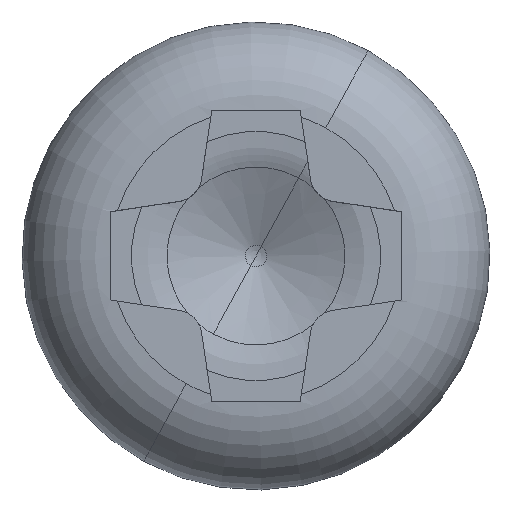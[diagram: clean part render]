
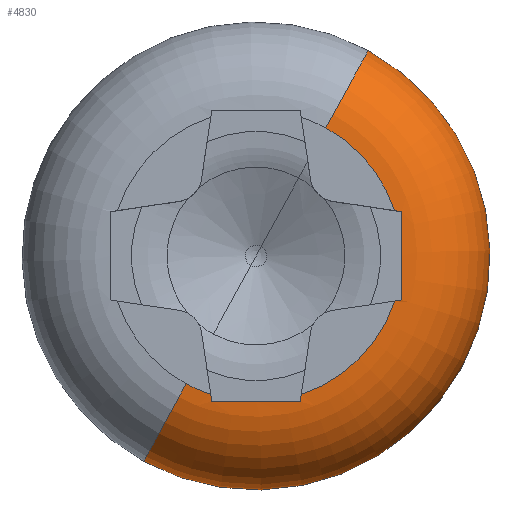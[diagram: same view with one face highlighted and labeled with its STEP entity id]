
A CAD part, top view. The second image highlights one B-rep face of the part: STEP entity #4830.
In plain terms, the highlighted toroidal (fillet/blend) face has major radius 1.65 mm and minor radius 1 mm.
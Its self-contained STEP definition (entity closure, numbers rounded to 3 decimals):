
#4587=CARTESIAN_POINT('Vertex',(1.27,2.326,0.8)) ;
#4590=CARTESIAN_POINT('Axis2P3D Location',(0.,0.,0.8)) ;
#4594=CARTESIAN_POINT('Vertex',(-1.27,-2.326,0.8)) ;
#4668=CARTESIAN_POINT('Axis2P3D Location',(0.,0.,0.8)) ;
#4674=CARTESIAN_POINT('Control Point',(1.65,0.002,1.8)) ;
#4675=CARTESIAN_POINT('Control Point',(1.65,0.001,1.8)) ;
#4676=CARTESIAN_POINT('Control Point',(1.65,0.001,1.8)) ;
#4677=CARTESIAN_POINT('Control Point',(1.65,0.001,1.8)) ;
#4678=CARTESIAN_POINT('Control Point',(1.65,0.,1.8)) ;
#4679=CARTESIAN_POINT('Control Point',(1.65,0.,1.8)) ;
#4680=CARTESIAN_POINT('Vertex',(1.65,0.,1.8)) ;
#4682=CARTESIAN_POINT('Vertex',(1.65,0.002,1.8)) ;
#4686=CARTESIAN_POINT('Control Point',(1.65,0.,1.8)) ;
#4687=CARTESIAN_POINT('Control Point',(1.65,0.,1.8)) ;
#4688=CARTESIAN_POINT('Control Point',(1.65,-0.001,1.8)) ;
#4689=CARTESIAN_POINT('Control Point',(1.65,-0.001,1.8)) ;
#4690=CARTESIAN_POINT('Control Point',(1.65,-0.001,1.8)) ;
#4691=CARTESIAN_POINT('Control Point',(1.65,-0.002,1.8)) ;
#4692=CARTESIAN_POINT('Vertex',(1.65,-0.002,1.8)) ;
#4696=CARTESIAN_POINT('Control Point',(1.65,-0.002,1.8)) ;
#4697=CARTESIAN_POINT('Control Point',(1.65,-0.167,1.8)) ;
#4698=CARTESIAN_POINT('Control Point',(1.65,-0.332,1.801)) ;
#4699=CARTESIAN_POINT('Control Point',(1.65,-0.5,1.797)) ;
#4700=CARTESIAN_POINT('Vertex',(1.65,-0.5,1.797)) ;
#4704=CARTESIAN_POINT('Control Point',(1.568,-0.512,1.8)) ;
#4705=CARTESIAN_POINT('Control Point',(1.596,-0.508,1.8)) ;
#4706=CARTESIAN_POINT('Control Point',(1.623,-0.504,1.799)) ;
#4707=CARTESIAN_POINT('Control Point',(1.65,-0.5,1.797)) ;
#4708=CARTESIAN_POINT('Vertex',(1.568,-0.512,1.8)) ;
#4711=CARTESIAN_POINT('Axis2P3D Location',(0.,0.,1.8)) ;
#4715=CARTESIAN_POINT('Vertex',(0.512,-1.568,1.8)) ;
#4719=CARTESIAN_POINT('Control Point',(0.512,-1.568,1.8)) ;
#4720=CARTESIAN_POINT('Control Point',(0.508,-1.596,1.8)) ;
#4721=CARTESIAN_POINT('Control Point',(0.504,-1.623,1.799)) ;
#4722=CARTESIAN_POINT('Control Point',(0.5,-1.65,1.797)) ;
#4723=CARTESIAN_POINT('Vertex',(0.5,-1.65,1.797)) ;
#4727=CARTESIAN_POINT('Control Point',(0.002,-1.65,1.8)) ;
#4728=CARTESIAN_POINT('Control Point',(0.167,-1.65,1.8)) ;
#4729=CARTESIAN_POINT('Control Point',(0.332,-1.65,1.801)) ;
#4730=CARTESIAN_POINT('Control Point',(0.5,-1.65,1.797)) ;
#4731=CARTESIAN_POINT('Vertex',(0.002,-1.65,1.8)) ;
#4735=CARTESIAN_POINT('Control Point',(0.,-1.65,1.8)) ;
#4736=CARTESIAN_POINT('Control Point',(0.,-1.65,1.8)) ;
#4737=CARTESIAN_POINT('Control Point',(0.001,-1.65,1.8)) ;
#4738=CARTESIAN_POINT('Control Point',(0.001,-1.65,1.8)) ;
#4739=CARTESIAN_POINT('Control Point',(0.001,-1.65,1.8)) ;
#4740=CARTESIAN_POINT('Control Point',(0.002,-1.65,1.8)) ;
#4741=CARTESIAN_POINT('Vertex',(0.,-1.65,1.8)) ;
#4745=CARTESIAN_POINT('Control Point',(-0.002,-1.65,1.8)) ;
#4746=CARTESIAN_POINT('Control Point',(-0.001,-1.65,1.8)) ;
#4747=CARTESIAN_POINT('Control Point',(-0.001,-1.65,1.8)) ;
#4748=CARTESIAN_POINT('Control Point',(-0.001,-1.65,1.8)) ;
#4749=CARTESIAN_POINT('Control Point',(0.,-1.65,1.8)) ;
#4750=CARTESIAN_POINT('Control Point',(0.,-1.65,1.8)) ;
#4751=CARTESIAN_POINT('Vertex',(-0.002,-1.65,1.8)) ;
#4755=CARTESIAN_POINT('Control Point',(-0.002,-1.65,1.8)) ;
#4756=CARTESIAN_POINT('Control Point',(-0.167,-1.65,1.8)) ;
#4757=CARTESIAN_POINT('Control Point',(-0.332,-1.65,1.801)) ;
#4758=CARTESIAN_POINT('Control Point',(-0.5,-1.65,1.797)) ;
#4759=CARTESIAN_POINT('Vertex',(-0.5,-1.65,1.797)) ;
#4763=CARTESIAN_POINT('Control Point',(-0.512,-1.568,1.8)) ;
#4764=CARTESIAN_POINT('Control Point',(-0.508,-1.596,1.8)) ;
#4765=CARTESIAN_POINT('Control Point',(-0.504,-1.623,1.799)) ;
#4766=CARTESIAN_POINT('Control Point',(-0.5,-1.65,1.797)) ;
#4767=CARTESIAN_POINT('Vertex',(-0.512,-1.568,1.8)) ;
#4770=CARTESIAN_POINT('Axis2P3D Location',(0.,0.,1.8)) ;
#4774=CARTESIAN_POINT('Vertex',(-0.791,-1.448,1.8)) ;
#4777=CARTESIAN_POINT('Axis2P3D Location',(-0.791,-1.448,0.8)) ;
#4782=CARTESIAN_POINT('Axis2P3D Location',(0.791,1.448,0.8)) ;
#4786=CARTESIAN_POINT('Vertex',(0.791,1.448,1.8)) ;
#4789=CARTESIAN_POINT('Axis2P3D Location',(0.,0.,1.8)) ;
#4793=CARTESIAN_POINT('Vertex',(1.568,0.512,1.8)) ;
#4797=CARTESIAN_POINT('Control Point',(1.568,0.512,1.8)) ;
#4798=CARTESIAN_POINT('Control Point',(1.596,0.508,1.8)) ;
#4799=CARTESIAN_POINT('Control Point',(1.623,0.504,1.799)) ;
#4800=CARTESIAN_POINT('Control Point',(1.65,0.5,1.797)) ;
#4801=CARTESIAN_POINT('Vertex',(1.65,0.5,1.797)) ;
#4805=CARTESIAN_POINT('Control Point',(1.65,0.002,1.8)) ;
#4806=CARTESIAN_POINT('Control Point',(1.65,0.167,1.8)) ;
#4807=CARTESIAN_POINT('Control Point',(1.65,0.332,1.801)) ;
#4808=CARTESIAN_POINT('Control Point',(1.65,0.5,1.797)) ;
#4591=DIRECTION('Axis2P3D Direction',(0.,0.,-1.)) ;
#4669=DIRECTION('Axis2P3D Direction',(0.,0.,-1.)) ;
#4670=DIRECTION('Axis2P3D XDirection',(0.479,0.878,0.)) ;
#4712=DIRECTION('Axis2P3D Direction',(0.,0.,-1.)) ;
#4771=DIRECTION('Axis2P3D Direction',(0.,0.,-1.)) ;
#4778=DIRECTION('Axis2P3D Direction',(0.878,-0.479,0.)) ;
#4783=DIRECTION('Axis2P3D Direction',(-0.878,0.479,0.)) ;
#4790=DIRECTION('Axis2P3D Direction',(0.,0.,-1.)) ;
#4592=AXIS2_PLACEMENT_3D('Circle Axis2P3D',#4590,#4591,$) ;
#4671=AXIS2_PLACEMENT_3D('Torus Axis2P3D',#4668,#4669,#4670) ;
#4713=AXIS2_PLACEMENT_3D('Circle Axis2P3D',#4711,#4712,$) ;
#4772=AXIS2_PLACEMENT_3D('Circle Axis2P3D',#4770,#4771,$) ;
#4779=AXIS2_PLACEMENT_3D('Circle Axis2P3D',#4777,#4778,$) ;
#4784=AXIS2_PLACEMENT_3D('Circle Axis2P3D',#4782,#4783,$) ;
#4791=AXIS2_PLACEMENT_3D('Circle Axis2P3D',#4789,#4790,$) ;
#4811=ORIENTED_EDGE('',*,*,#4684,.F.) ;
#4812=ORIENTED_EDGE('',*,*,#4694,.F.) ;
#4813=ORIENTED_EDGE('',*,*,#4702,.T.) ;
#4814=ORIENTED_EDGE('',*,*,#4710,.F.) ;
#4815=ORIENTED_EDGE('',*,*,#4717,.T.) ;
#4816=ORIENTED_EDGE('',*,*,#4725,.T.) ;
#4817=ORIENTED_EDGE('',*,*,#4733,.F.) ;
#4818=ORIENTED_EDGE('',*,*,#4743,.F.) ;
#4819=ORIENTED_EDGE('',*,*,#4753,.F.) ;
#4820=ORIENTED_EDGE('',*,*,#4761,.T.) ;
#4821=ORIENTED_EDGE('',*,*,#4769,.F.) ;
#4822=ORIENTED_EDGE('',*,*,#4776,.T.) ;
#4823=ORIENTED_EDGE('',*,*,#4781,.F.) ;
#4824=ORIENTED_EDGE('',*,*,#4596,.F.) ;
#4825=ORIENTED_EDGE('',*,*,#4788,.T.) ;
#4826=ORIENTED_EDGE('',*,*,#4795,.T.) ;
#4827=ORIENTED_EDGE('',*,*,#4803,.T.) ;
#4828=ORIENTED_EDGE('',*,*,#4809,.F.) ;
#4830=ADVANCED_FACE('PartBody',(#4829),#4672,.T.) ;
#4673=B_SPLINE_CURVE_WITH_KNOTS('',5,(#4674,#4675,#4676,#4677,#4678,#4679),.UNSPECIFIED.,.F.,.U.,(6,6),(-0.001,0.001),.UNSPECIFIED.) ;
#4685=B_SPLINE_CURVE_WITH_KNOTS('',5,(#4686,#4687,#4688,#4689,#4690,#4691),.UNSPECIFIED.,.F.,.U.,(6,6),(-0.001,0.001),.UNSPECIFIED.) ;
#4695=B_SPLINE_CURVE_WITH_KNOTS('',3,(#4696,#4697,#4698,#4699),.UNSPECIFIED.,.F.,.U.,(4,4),(0.,0.7),.UNSPECIFIED.) ;
#4703=B_SPLINE_CURVE_WITH_KNOTS('',3,(#4704,#4705,#4706,#4707),.UNSPECIFIED.,.F.,.U.,(4,4),(0.,0.116),.UNSPECIFIED.) ;
#4718=B_SPLINE_CURVE_WITH_KNOTS('',3,(#4719,#4720,#4721,#4722),.UNSPECIFIED.,.F.,.U.,(4,4),(0.,0.116),.UNSPECIFIED.) ;
#4726=B_SPLINE_CURVE_WITH_KNOTS('',3,(#4727,#4728,#4729,#4730),.UNSPECIFIED.,.F.,.U.,(4,4),(0.,0.7),.UNSPECIFIED.) ;
#4734=B_SPLINE_CURVE_WITH_KNOTS('',5,(#4735,#4736,#4737,#4738,#4739,#4740),.UNSPECIFIED.,.F.,.U.,(6,6),(-0.001,0.001),.UNSPECIFIED.) ;
#4744=B_SPLINE_CURVE_WITH_KNOTS('',5,(#4745,#4746,#4747,#4748,#4749,#4750),.UNSPECIFIED.,.F.,.U.,(6,6),(-0.001,0.001),.UNSPECIFIED.) ;
#4754=B_SPLINE_CURVE_WITH_KNOTS('',3,(#4755,#4756,#4757,#4758),.UNSPECIFIED.,.F.,.U.,(4,4),(0.,0.7),.UNSPECIFIED.) ;
#4762=B_SPLINE_CURVE_WITH_KNOTS('',3,(#4763,#4764,#4765,#4766),.UNSPECIFIED.,.F.,.U.,(4,4),(0.,0.116),.UNSPECIFIED.) ;
#4796=B_SPLINE_CURVE_WITH_KNOTS('',3,(#4797,#4798,#4799,#4800),.UNSPECIFIED.,.F.,.U.,(4,4),(0.,0.116),.UNSPECIFIED.) ;
#4804=B_SPLINE_CURVE_WITH_KNOTS('',3,(#4805,#4806,#4807,#4808),.UNSPECIFIED.,.F.,.U.,(4,4),(0.,0.7),.UNSPECIFIED.) ;
#4593=CIRCLE('generated circle',#4592,2.65) ;
#4714=CIRCLE('generated circle',#4713,1.65) ;
#4773=CIRCLE('generated circle',#4772,1.65) ;
#4780=CIRCLE('generated circle',#4779,1.) ;
#4785=CIRCLE('generated circle',#4784,1.) ;
#4792=CIRCLE('generated circle',#4791,1.65) ;
#4672=TOROIDAL_SURFACE('homeo Torus',#4671,1.65,1.) ;
#4596=EDGE_CURVE('',#4588,#4595,#4593,.T.) ;
#4684=EDGE_CURVE('',#4681,#4683,#4673,.F.) ;
#4694=EDGE_CURVE('',#4693,#4681,#4685,.F.) ;
#4702=EDGE_CURVE('',#4693,#4701,#4695,.T.) ;
#4710=EDGE_CURVE('',#4709,#4701,#4703,.T.) ;
#4717=EDGE_CURVE('',#4709,#4716,#4714,.T.) ;
#4725=EDGE_CURVE('',#4716,#4724,#4718,.T.) ;
#4733=EDGE_CURVE('',#4732,#4724,#4726,.T.) ;
#4743=EDGE_CURVE('',#4742,#4732,#4734,.T.) ;
#4753=EDGE_CURVE('',#4752,#4742,#4744,.T.) ;
#4761=EDGE_CURVE('',#4752,#4760,#4754,.T.) ;
#4769=EDGE_CURVE('',#4768,#4760,#4762,.T.) ;
#4776=EDGE_CURVE('',#4768,#4775,#4773,.T.) ;
#4781=EDGE_CURVE('',#4595,#4775,#4780,.F.) ;
#4788=EDGE_CURVE('',#4588,#4787,#4785,.F.) ;
#4795=EDGE_CURVE('',#4787,#4794,#4792,.T.) ;
#4803=EDGE_CURVE('',#4794,#4802,#4796,.T.) ;
#4809=EDGE_CURVE('',#4683,#4802,#4804,.T.) ;
#4810=EDGE_LOOP('',(#4811,#4812,#4813,#4814,#4815,#4816,#4817,#4818,#4819,#4820,#4821,#4822,#4823,#4824,#4825,#4826,#4827,#4828)) ;
#4829=FACE_OUTER_BOUND('',#4810,.T.) ;
#4588=VERTEX_POINT('',#4587) ;
#4595=VERTEX_POINT('',#4594) ;
#4681=VERTEX_POINT('',#4680) ;
#4683=VERTEX_POINT('',#4682) ;
#4693=VERTEX_POINT('',#4692) ;
#4701=VERTEX_POINT('',#4700) ;
#4709=VERTEX_POINT('',#4708) ;
#4716=VERTEX_POINT('',#4715) ;
#4724=VERTEX_POINT('',#4723) ;
#4732=VERTEX_POINT('',#4731) ;
#4742=VERTEX_POINT('',#4741) ;
#4752=VERTEX_POINT('',#4751) ;
#4760=VERTEX_POINT('',#4759) ;
#4768=VERTEX_POINT('',#4767) ;
#4775=VERTEX_POINT('',#4774) ;
#4787=VERTEX_POINT('',#4786) ;
#4794=VERTEX_POINT('',#4793) ;
#4802=VERTEX_POINT('',#4801) ;
